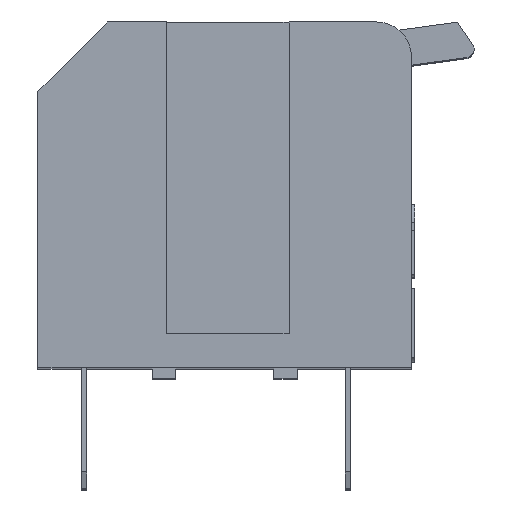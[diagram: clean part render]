
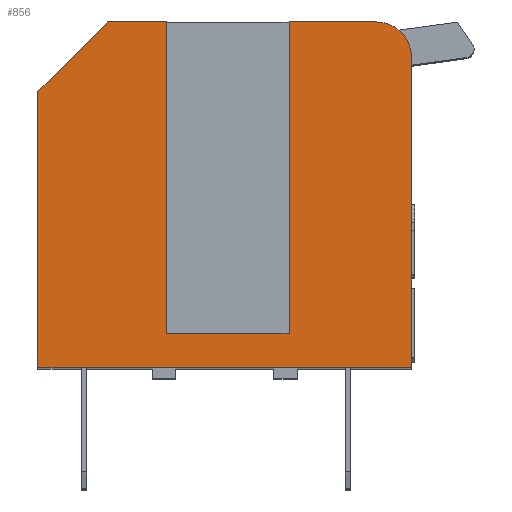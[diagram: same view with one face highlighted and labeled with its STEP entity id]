
A CAD part, top view. The second image highlights one B-rep face of the part: STEP entity #856.
In plain terms, the highlighted planar face has unit normal (0, 0, 1).
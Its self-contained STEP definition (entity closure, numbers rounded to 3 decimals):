
#856=ADVANCED_FACE('',(#4138),#4140,.T.);
#4138=FACE_BOUND('',#4139,.T.);
#4139=EDGE_LOOP('',(#7132,#7133,#7134,#7135,#7136,#7137,#7138,#7139,#7140,#7141));
#4140=PLANE('',#4141);
#4141=AXIS2_PLACEMENT_3D('',#4142,#4143,#4144);
#4142=CARTESIAN_POINT('',(-12.149,-44.164,21.88));
#4143=DIRECTION('',(0.,0.,1.));
#4144=DIRECTION('',(1.,0.,0.));
#7132=ORIENTED_EDGE('',*,*,#9022,.T.);
#7133=ORIENTED_EDGE('',*,*,#9023,.F.);
#7134=ORIENTED_EDGE('',*,*,#9024,.F.);
#7135=ORIENTED_EDGE('',*,*,#9025,.F.);
#7136=ORIENTED_EDGE('',*,*,#8947,.F.);
#7137=ORIENTED_EDGE('',*,*,#9026,.F.);
#7138=ORIENTED_EDGE('',*,*,#9027,.F.);
#7139=ORIENTED_EDGE('',*,*,#9028,.F.);
#7140=ORIENTED_EDGE('',*,*,#9029,.T.);
#7141=ORIENTED_EDGE('',*,*,#9030,.T.);
#8947=EDGE_CURVE('',#9905,#9906,#9907,.T.);
#9022=EDGE_CURVE('',#10053,#10054,#10055,.T.);
#9023=EDGE_CURVE('',#10056,#10054,#10057,.T.);
#9024=EDGE_CURVE('',#10058,#10056,#10059,.T.);
#9025=EDGE_CURVE('',#9906,#10058,#10060,.T.);
#9026=EDGE_CURVE('',#10061,#9905,#10062,.T.);
#9027=EDGE_CURVE('',#10063,#10061,#10064,.T.);
#9028=EDGE_CURVE('',#10065,#10063,#10066,.T.);
#9029=EDGE_CURVE('',#10065,#10067,#10068,.T.);
#9030=EDGE_CURVE('',#10067,#10053,#10069,.T.);
#9905=VERTEX_POINT('',#11508);
#9906=VERTEX_POINT('',#11509);
#9907=LINE('',#11510,#11511);
#10053=VERTEX_POINT('',#11806);
#10054=VERTEX_POINT('',#11807);
#10055=LINE('',#11808,#11809);
#10056=VERTEX_POINT('',#11811);
#10057=LINE('',#11812,#11813);
#10058=VERTEX_POINT('',#11815);
#10059=LINE('',#11816,#11817);
#10060=LINE('',#11819,#11820);
#10061=VERTEX_POINT('',#11822);
#10062=LINE('',#11823,#11824);
#10063=VERTEX_POINT('',#11826);
#10064=CIRCLE('',#11827,1.);
#10065=VERTEX_POINT('',#11831);
#10066=LINE('',#11832,#11833);
#10067=VERTEX_POINT('',#11835);
#10068=LINE('',#11836,#11837);
#10069=LINE('',#11839,#11840);
#11508=CARTESIAN_POINT('',(-6.867,-48.941,21.88));
#11509=CARTESIAN_POINT('',(-17.667,-48.941,21.88));
#11510=CARTESIAN_POINT('',(-6.867,-48.941,21.88));
#11511=VECTOR('',#11512,1.);
#11512=DIRECTION('',(-1.,0.,0.));
#11806=CARTESIAN_POINT('',(-13.947,-47.941,21.88));
#11807=CARTESIAN_POINT('',(-13.947,-38.941,21.88));
#11808=CARTESIAN_POINT('',(-13.947,-47.941,21.88));
#11809=VECTOR('',#11810,1.);
#11810=DIRECTION('',(0.,1.,0.));
#11811=CARTESIAN_POINT('',(-15.667,-38.941,21.88));
#11812=CARTESIAN_POINT('',(-15.667,-38.941,21.88));
#11813=VECTOR('',#11814,1.);
#11814=DIRECTION('',(1.,0.,0.));
#11815=CARTESIAN_POINT('',(-17.667,-40.941,21.88));
#11816=CARTESIAN_POINT('',(-17.667,-40.941,21.88));
#11817=VECTOR('',#11818,1.);
#11818=DIRECTION('',(0.707,0.707,0.));
#11819=CARTESIAN_POINT('',(-17.667,-48.941,21.88));
#11820=VECTOR('',#11821,1.);
#11821=DIRECTION('',(0.,1.,0.));
#11822=CARTESIAN_POINT('',(-6.867,-39.941,21.88));
#11823=CARTESIAN_POINT('',(-6.867,-39.941,21.88));
#11824=VECTOR('',#11825,1.);
#11825=DIRECTION('',(0.,-1.,0.));
#11826=CARTESIAN_POINT('',(-7.867,-38.941,21.88));
#11827=AXIS2_PLACEMENT_3D('',#11828,#11829,#11830);
#11828=CARTESIAN_POINT('',(-7.867,-39.941,21.88));
#11829=DIRECTION('',(0.,0.,-1.));
#11830=DIRECTION('',(0.,1.,0.));
#11831=CARTESIAN_POINT('',(-10.407,-38.941,21.88));
#11832=CARTESIAN_POINT('',(-10.407,-38.941,21.88));
#11833=VECTOR('',#11834,1.);
#11834=DIRECTION('',(1.,0.,0.));
#11835=CARTESIAN_POINT('',(-10.407,-47.941,21.88));
#11836=CARTESIAN_POINT('',(-10.407,-38.941,21.88));
#11837=VECTOR('',#11838,1.);
#11838=DIRECTION('',(0.,-1.,0.));
#11839=CARTESIAN_POINT('',(-10.407,-47.941,21.88));
#11840=VECTOR('',#11841,1.);
#11841=DIRECTION('',(-1.,0.,0.));
